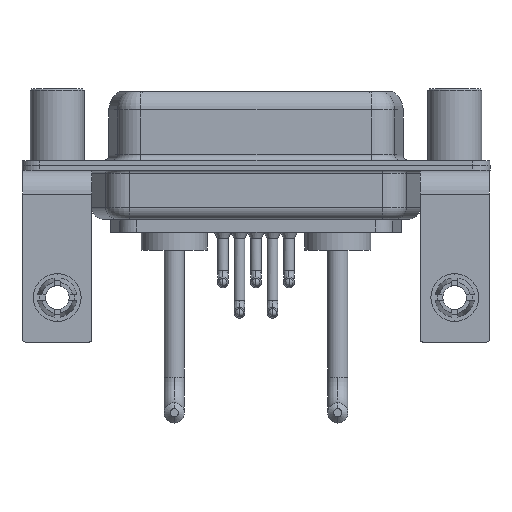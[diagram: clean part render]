
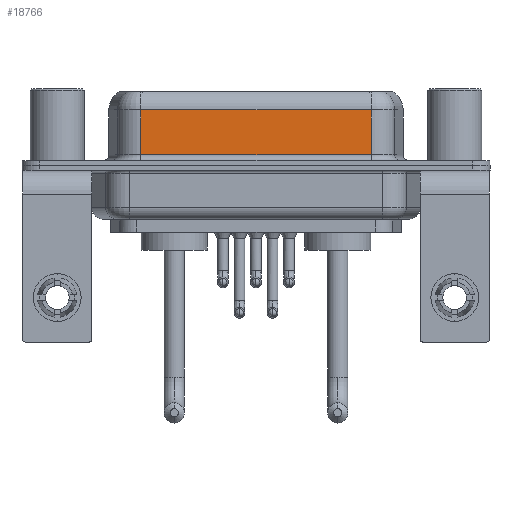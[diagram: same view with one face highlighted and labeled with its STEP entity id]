
A CAD part, front view. The second image highlights one B-rep face of the part: STEP entity #18766.
In plain terms, the highlighted planar face has unit normal (0, -1, 0).
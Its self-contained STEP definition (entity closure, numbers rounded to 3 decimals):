
#62 = VERTEX_POINT ( 'NONE', #16161 ) ;
#1303 = DIRECTION ( 'NONE',  ( 0., 0., -1. ) ) ;
#2020 = DIRECTION ( 'NONE',  ( 0., 1., 0. ) ) ;
#2332 = CARTESIAN_POINT ( 'NONE',  ( 26.287, -3.95, 0.9 ) ) ;
#2689 = VECTOR ( 'NONE', #20277, 1000. ) ;
#3686 = DIRECTION ( 'NONE',  ( 0., 0., 1. ) ) ;
#4013 = LINE ( 'NONE', #10323, #12166 ) ;
#4543 = CARTESIAN_POINT ( 'NONE',  ( 26.287, -3.95, 4.65 ) ) ;
#4656 = LINE ( 'NONE', #12645, #2689 ) ;
#5770 = CARTESIAN_POINT ( 'NONE',  ( 26.287, -3.95, 4.65 ) ) ;
#6706 = AXIS2_PLACEMENT_3D ( 'NONE', #16195, #2020, #3686 ) ;
#6834 = ORIENTED_EDGE ( 'NONE', *, *, #12431, .T. ) ;
#6861 = VERTEX_POINT ( 'NONE', #11254 ) ;
#7474 = EDGE_CURVE ( 'NONE', #6861, #9961, #4656, .T. ) ;
#7528 = EDGE_CURVE ( 'NONE', #12555, #9961, #20075, .T. ) ;
#7796 = ORIENTED_EDGE ( 'NONE', *, *, #16273, .T. ) ;
#9295 = VECTOR ( 'NONE', #18944, 1000. ) ;
#9317 = DIRECTION ( 'NONE',  ( -1., 0., 0. ) ) ;
#9961 = VERTEX_POINT ( 'NONE', #2332 ) ;
#10323 = CARTESIAN_POINT ( 'NONE',  ( 7.013, -3.95, 6.4 ) ) ;
#11254 = CARTESIAN_POINT ( 'NONE',  ( 7.013, -3.95, 0.9 ) ) ;
#12166 = VECTOR ( 'NONE', #1303, 1000. ) ;
#12431 = EDGE_CURVE ( 'NONE', #62, #6861, #4013, .T. ) ;
#12555 = VERTEX_POINT ( 'NONE', #5770 ) ;
#12645 = CARTESIAN_POINT ( 'NONE',  ( 26.287, -3.95, 0.9 ) ) ;
#12787 = ORIENTED_EDGE ( 'NONE', *, *, #7474, .T. ) ;
#13919 = ORIENTED_EDGE ( 'NONE', *, *, #7528, .F. ) ;
#14199 = EDGE_LOOP ( 'NONE', ( #13919, #7796, #6834, #12787 ) ) ;
#16161 = CARTESIAN_POINT ( 'NONE',  ( 7.013, -3.95, 4.65 ) ) ;
#16195 = CARTESIAN_POINT ( 'NONE',  ( 26.287, -3.95, 6.4 ) ) ;
#16273 = EDGE_CURVE ( 'NONE', #12555, #62, #19039, .T. ) ;
#16306 = FACE_OUTER_BOUND ( 'NONE', #14199, .T. ) ;
#17092 = CARTESIAN_POINT ( 'NONE',  ( 26.287, -3.95, 6.4 ) ) ;
#17172 = VECTOR ( 'NONE', #9317, 1000. ) ;
#18766 = ADVANCED_FACE ( 'NONE', ( #16306 ), #19296, .F. ) ;
#18944 = DIRECTION ( 'NONE',  ( 0., 0., -1. ) ) ;
#19039 = LINE ( 'NONE', #4543, #17172 ) ;
#19296 = PLANE ( 'NONE',  #6706 ) ;
#20075 = LINE ( 'NONE', #17092, #9295 ) ;
#20277 = DIRECTION ( 'NONE',  ( 1., 0., 0. ) ) ;
